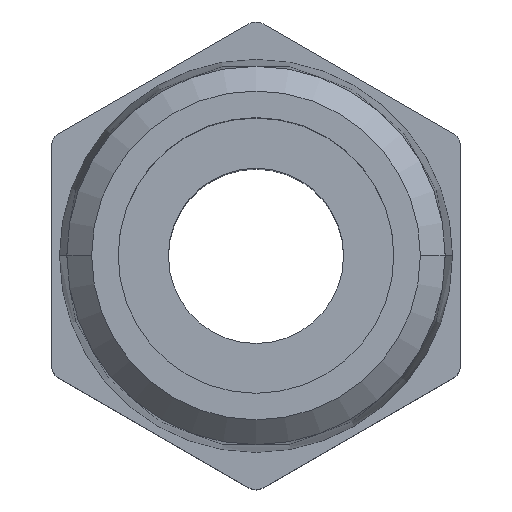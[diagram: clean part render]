
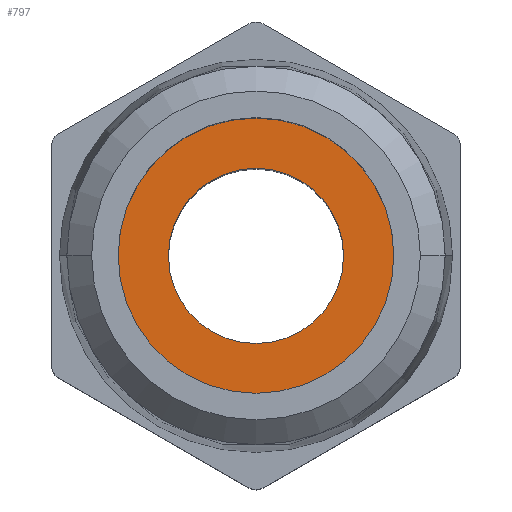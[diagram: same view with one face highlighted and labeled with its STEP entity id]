
A CAD part, top view. The second image highlights one B-rep face of the part: STEP entity #797.
In plain terms, the highlighted planar face has unit normal (0, 0, 1).
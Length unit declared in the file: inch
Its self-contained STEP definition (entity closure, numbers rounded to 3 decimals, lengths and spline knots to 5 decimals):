
#11 = VERTEX_POINT ( 'NONE', #333 ) ;
#34 = VERTEX_POINT ( 'NONE', #61 ) ;
#42 = DIRECTION ( 'NONE',  ( 1., 0., 0. ) ) ;
#61 = CARTESIAN_POINT ( 'NONE',  ( 0.295, 0., 0.1235 ) ) ;
#82 = FACE_OUTER_BOUND ( 'NONE', #503, .T. ) ;
#85 = ORIENTED_EDGE ( 'NONE', *, *, #370, .F. ) ;
#96 = AXIS2_PLACEMENT_3D ( 'NONE', #493, #1113, #580 ) ;
#155 = CARTESIAN_POINT ( 'NONE',  ( 0.1875, 0., 0.1235 ) ) ;
#185 = DIRECTION ( 'NONE',  ( 0., 0., -1. ) ) ;
#195 = ORIENTED_EDGE ( 'NONE', *, *, #619, .F. ) ;
#197 = DIRECTION ( 'NONE',  ( 0., 0., 1. ) ) ;
#208 = DIRECTION ( 'NONE',  ( 0., 0., 1. ) ) ;
#213 = ORIENTED_EDGE ( 'NONE', *, *, #957, .F. ) ;
#223 = ORIENTED_EDGE ( 'NONE', *, *, #706, .F. ) ;
#280 = CIRCLE ( 'NONE', #743, 0.295 ) ;
#333 = CARTESIAN_POINT ( 'NONE',  ( -0.295, 0., 0.1235 ) ) ;
#370 = EDGE_CURVE ( 'NONE', #1138, #795, #597, .T. ) ;
#473 = AXIS2_PLACEMENT_3D ( 'NONE', #1119, #589, #42 ) ;
#493 = CARTESIAN_POINT ( 'NONE',  ( 0., 0., 0.1235 ) ) ;
#503 = EDGE_LOOP ( 'NONE', ( #195, #213 ) ) ;
#569 = FACE_BOUND ( 'NONE', #886, .T. ) ;
#570 = PLANE ( 'NONE',  #1060 ) ;
#580 = DIRECTION ( 'NONE',  ( 1., 0., 0. ) ) ;
#589 = DIRECTION ( 'NONE',  ( 0., 0., -1. ) ) ;
#597 = CIRCLE ( 'NONE', #96, 0.1875 ) ;
#619 = EDGE_CURVE ( 'NONE', #34, #11, #280, .T. ) ;
#685 = AXIS2_PLACEMENT_3D ( 'NONE', #736, #197, #825 ) ;
#688 = CIRCLE ( 'NONE', #473, 0.295 ) ;
#706 = EDGE_CURVE ( 'NONE', #795, #1138, #1092, .T. ) ;
#724 = CARTESIAN_POINT ( 'NONE',  ( 0., 0., 0.1235 ) ) ;
#736 = CARTESIAN_POINT ( 'NONE',  ( 0., 0., 0.1235 ) ) ;
#743 = AXIS2_PLACEMENT_3D ( 'NONE', #724, #185, #813 ) ;
#795 = VERTEX_POINT ( 'NONE', #920 ) ;
#797 = ADVANCED_FACE ( 'NONE', ( #569, #82 ), #570, .T. ) ;
#813 = DIRECTION ( 'NONE',  ( 1., 0., 0. ) ) ;
#825 = DIRECTION ( 'NONE',  ( 1., 0., 0. ) ) ;
#837 = DIRECTION ( 'NONE',  ( 1., 0., 0. ) ) ;
#886 = EDGE_LOOP ( 'NONE', ( #85, #223 ) ) ;
#920 = CARTESIAN_POINT ( 'NONE',  ( -0.1875, 0., 0.1235 ) ) ;
#957 = EDGE_CURVE ( 'NONE', #11, #34, #688, .T. ) ;
#1060 = AXIS2_PLACEMENT_3D ( 'NONE', #1100, #208, #837 ) ;
#1092 = CIRCLE ( 'NONE', #685, 0.1875 ) ;
#1100 = CARTESIAN_POINT ( 'NONE',  ( 0., 0., 0.1235 ) ) ;
#1113 = DIRECTION ( 'NONE',  ( 0., 0., 1. ) ) ;
#1119 = CARTESIAN_POINT ( 'NONE',  ( 0., 0., 0.1235 ) ) ;
#1138 = VERTEX_POINT ( 'NONE', #155 ) ;
